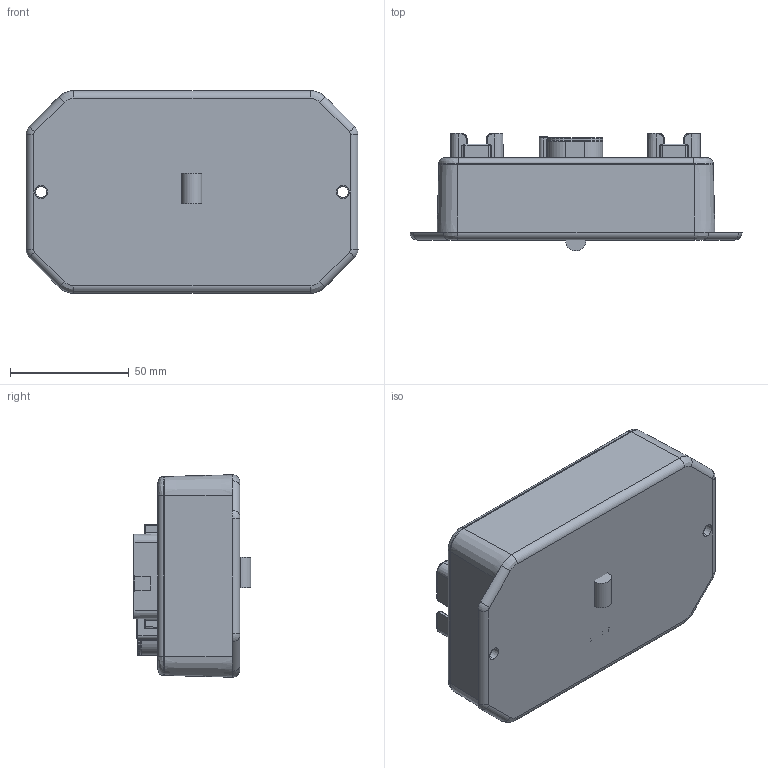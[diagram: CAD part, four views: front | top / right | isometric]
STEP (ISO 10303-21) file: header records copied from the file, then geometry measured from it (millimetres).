
FILE_DESCRIPTION (( 'STEP AP214' ), '1' );
FILE_NAME ('3051019-01.STEP', '2024-02-27T18:31:03', ( '' ), ( '' ), 'SwSTEP 2.0', 'SolidWorks 2023', '' );
FILE_SCHEMA (( 'AUTOMOTIVE_DESIGN' ));
Length unit declared in the file: inch
Products named in the file (15): 4051110; 3104751; ZLP-51C_LP-51C-T; 3051019-01; ZSCREWS-LP-BR_SCREWS-LP-BR; 4008025; ZLP-51B_LP-51BFMB; ZLP-51FMBT_ASS__Y_ASM; 4008346; 4090218C; 3101833; 4008237; 4000528; 3009748; 4060286
Assembly tree (19 placements, depth 5):
  3051019-01
    3101833
      3009748
        ZLP-51FMBT_ASS__Y_ASM
          ZSCREWS-LP-BR_SCREWS-LP-BR  x4
          ZLP-51B_LP-51BFMB
          ZLP-51C_LP-51C-T
    4090218C
      4008346
      4008025
      4008237
    4051110  x4
    3104751
    4000528
  4060286
Bounding box: 139.7 x 49.58 x 85.22 mm (x, y, z)
Volume: 131602.4 mm3; surface area: 104939.6 mm2
Topology: 15 solids, 15 shells, 3100 faces, 8125 edges, 5171 vertices
Faces by surface type: plane 1062, cylinder 983, bspline 892, cone 136, torus 27
Entity records: 101436 total; most frequent: CARTESIAN_POINT 44692, ORIENTED_EDGE 12522, DIRECTION 10717, EDGE_CURVE 6261, VERTEX_POINT 3937, AXIS2_PLACEMENT_3D 3718, VECTOR 3281, LINE 3281
